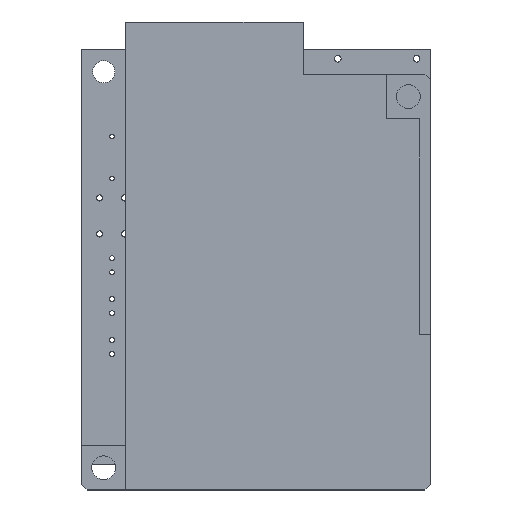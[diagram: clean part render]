
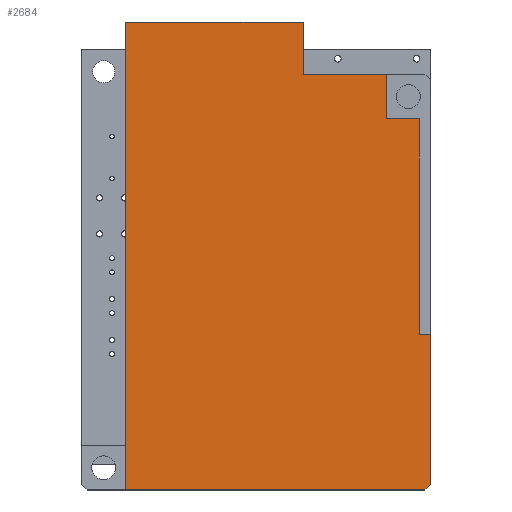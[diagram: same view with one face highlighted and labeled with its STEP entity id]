
A CAD part, top view. The second image highlights one B-rep face of the part: STEP entity #2684.
In plain terms, the highlighted planar face has unit normal (0, 0, 1).
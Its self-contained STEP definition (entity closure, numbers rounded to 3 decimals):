
#461=FACE_OUTER_BOUND('',#717,.T.);
#717=EDGE_LOOP('',(#2244,#2245,#2246,#2247,#2248,#2249,#2250,#2251,#2252,
#2253,#2254,#2255));
#869=LINE('',#4228,#1088);
#870=LINE('',#4231,#1089);
#871=LINE('',#4233,#1090);
#872=LINE('',#4235,#1091);
#873=LINE('',#4237,#1092);
#874=LINE('',#4239,#1093);
#875=LINE('',#4241,#1094);
#876=LINE('',#4243,#1095);
#877=LINE('',#4245,#1096);
#878=LINE('',#4247,#1097);
#879=LINE('',#4249,#1098);
#880=LINE('',#4250,#1099);
#1088=VECTOR('',#3518,10.);
#1089=VECTOR('',#3521,10.);
#1090=VECTOR('',#3522,10.);
#1091=VECTOR('',#3523,10.);
#1092=VECTOR('',#3524,10.);
#1093=VECTOR('',#3525,10.);
#1094=VECTOR('',#3526,10.);
#1095=VECTOR('',#3527,10.);
#1096=VECTOR('',#3528,10.);
#1097=VECTOR('',#3529,10.);
#1098=VECTOR('',#3530,10.);
#1099=VECTOR('',#3531,10.);
#1365=VERTEX_POINT('',#4222);
#1367=VERTEX_POINT('',#4226);
#1368=VERTEX_POINT('',#4230);
#1369=VERTEX_POINT('',#4232);
#1370=VERTEX_POINT('',#4234);
#1371=VERTEX_POINT('',#4236);
#1372=VERTEX_POINT('',#4238);
#1373=VERTEX_POINT('',#4240);
#1374=VERTEX_POINT('',#4242);
#1375=VERTEX_POINT('',#4244);
#1376=VERTEX_POINT('',#4246);
#1377=VERTEX_POINT('',#4248);
#1676=EDGE_CURVE('',#1365,#1367,#869,.T.);
#1677=EDGE_CURVE('',#1368,#1365,#870,.T.);
#1678=EDGE_CURVE('',#1369,#1367,#871,.T.);
#1679=EDGE_CURVE('',#1370,#1369,#872,.T.);
#1680=EDGE_CURVE('',#1370,#1371,#873,.T.);
#1681=EDGE_CURVE('',#1371,#1372,#874,.T.);
#1682=EDGE_CURVE('',#1373,#1372,#875,.T.);
#1683=EDGE_CURVE('',#1373,#1374,#876,.T.);
#1684=EDGE_CURVE('',#1374,#1375,#877,.T.);
#1685=EDGE_CURVE('',#1375,#1376,#878,.T.);
#1686=EDGE_CURVE('',#1377,#1376,#879,.T.);
#1687=EDGE_CURVE('',#1377,#1368,#880,.T.);
#2244=ORIENTED_EDGE('',*,*,#1677,.T.);
#2245=ORIENTED_EDGE('',*,*,#1676,.T.);
#2246=ORIENTED_EDGE('',*,*,#1678,.F.);
#2247=ORIENTED_EDGE('',*,*,#1679,.F.);
#2248=ORIENTED_EDGE('',*,*,#1680,.T.);
#2249=ORIENTED_EDGE('',*,*,#1681,.T.);
#2250=ORIENTED_EDGE('',*,*,#1682,.F.);
#2251=ORIENTED_EDGE('',*,*,#1683,.T.);
#2252=ORIENTED_EDGE('',*,*,#1684,.T.);
#2253=ORIENTED_EDGE('',*,*,#1685,.T.);
#2254=ORIENTED_EDGE('',*,*,#1686,.F.);
#2255=ORIENTED_EDGE('',*,*,#1687,.T.);
#2565=PLANE('',#2959);
#2684=ADVANCED_FACE('',(#461),#2565,.F.);
#2959=AXIS2_PLACEMENT_3D('',#4229,#3519,#3520);
#3518=DIRECTION('',(0.,1.,0.));
#3519=DIRECTION('center_axis',(0.,0.,
-1.));
#3520=DIRECTION('ref_axis',(-1.,0.,0.));
#3521=DIRECTION('',(-1.,0.,0.));
#3522=DIRECTION('',(1.,0.,0.));
#3523=DIRECTION('',(0.,1.,0.));
#3524=DIRECTION('',(0.,-1.,0.));
#3525=DIRECTION('',(1.,0.,0.));
#3526=DIRECTION('',(-0.707,-0.707,0.));
#3527=DIRECTION('',(0.,1.,0.));
#3528=DIRECTION('',(-1.,0.,0.));
#3529=DIRECTION('',(0.,1.,0.));
#3530=DIRECTION('',(1.,0.,0.));
#3531=DIRECTION('',(0.,1.,0.));
#4222=CARTESIAN_POINT('',(81.867,-43.611,15.636));
#4226=CARTESIAN_POINT('',(81.867,-34.111,15.636));
#4228=CARTESIAN_POINT('',(81.867,-62.361,15.636));
#4229=CARTESIAN_POINT('Origin',(73.367,-81.111,15.636));
#4230=CARTESIAN_POINT('',(96.867,-43.611,15.636));
#4231=CARTESIAN_POINT('',(85.117,-43.611,15.636));
#4232=CARTESIAN_POINT('',(49.867,-34.111,15.636));
#4233=CARTESIAN_POINT('',(49.867,-34.111,15.636));
#4234=CARTESIAN_POINT('',(49.867,-110.611,15.636));
#4235=CARTESIAN_POINT('',(49.867,-63.611,15.636));
#4236=CARTESIAN_POINT('',(49.867,-118.611,15.636));
#4237=CARTESIAN_POINT('',(49.867,-95.861,15.636));
#4238=CARTESIAN_POINT('',(103.867,-118.611,15.636));
#4239=CARTESIAN_POINT('',(49.867,-118.611,15.636));
#4240=CARTESIAN_POINT('',(104.867,-117.611,15.636));
#4241=CARTESIAN_POINT('',(105.867,-116.611,15.636));
#4242=CARTESIAN_POINT('',(104.867,-90.611,15.636));
#4243=CARTESIAN_POINT('',(104.867,-118.611,15.636));
#4244=CARTESIAN_POINT('',(102.867,-90.611,15.636));
#4245=CARTESIAN_POINT('',(89.117,-90.611,15.636));
#4246=CARTESIAN_POINT('',(102.867,-51.611,15.636));
#4247=CARTESIAN_POINT('',(102.867,-43.611,15.636));
#4248=CARTESIAN_POINT('',(96.867,-51.611,15.636));
#4249=CARTESIAN_POINT('',(96.867,-51.611,15.636));
#4250=CARTESIAN_POINT('',(96.867,-66.361,15.636));
